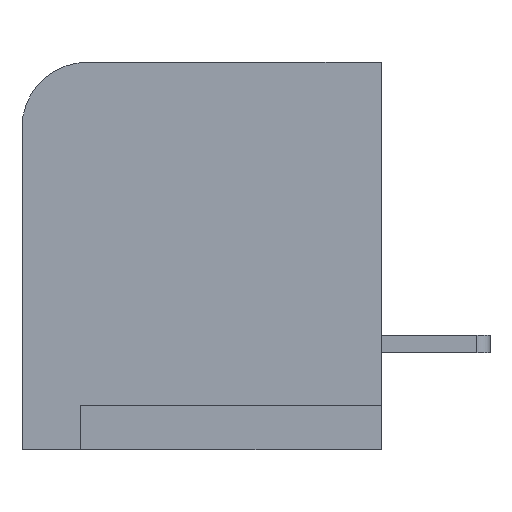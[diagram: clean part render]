
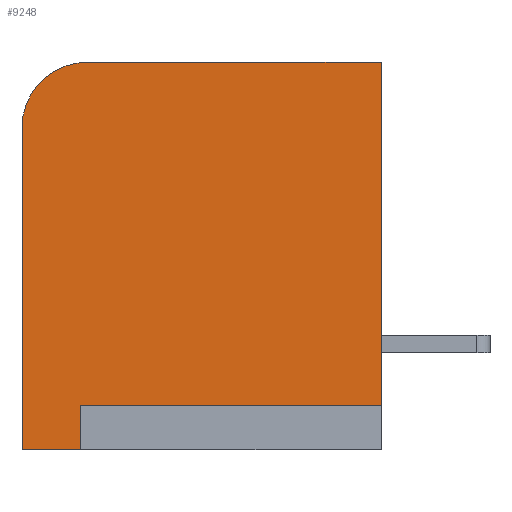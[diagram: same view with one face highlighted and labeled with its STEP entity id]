
A CAD part, left-side view. The second image highlights one B-rep face of the part: STEP entity #9248.
In plain terms, the highlighted planar face has unit normal (-1, 0, 0).
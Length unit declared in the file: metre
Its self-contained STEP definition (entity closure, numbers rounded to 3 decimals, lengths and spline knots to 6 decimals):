
#120=CIRCLE('',#9264,0.003);
#2215=ORIENTED_EDGE('',*,*,#3201,.F.);
#2216=ORIENTED_EDGE('',*,*,#3159,.F.);
#2217=ORIENTED_EDGE('',*,*,#2242,.F.);
#2218=ORIENTED_EDGE('',*,*,#2289,.T.);
#2219=ORIENTED_EDGE('',*,*,#3213,.F.);
#2220=ORIENTED_EDGE('',*,*,#3216,.T.);
#2221=ORIENTED_EDGE('',*,*,#3217,.F.);
#2242=EDGE_CURVE('',#3232,#3234,#120,.T.);
#2289=EDGE_CURVE('',#3232,#3267,#3931,.T.);
#3159=EDGE_CURVE('',#3234,#3836,#4645,.T.);
#3201=EDGE_CURVE('',#3836,#3864,#4685,.T.);
#3213=EDGE_CURVE('',#3870,#3267,#4697,.T.);
#3216=EDGE_CURVE('',#3870,#3871,#4700,.T.);
#3217=EDGE_CURVE('',#3864,#3871,#4701,.T.);
#3232=VERTEX_POINT('',#11464);
#3234=VERTEX_POINT('',#11467);
#3267=VERTEX_POINT('',#11561);
#3836=VERTEX_POINT('',#14092);
#3864=VERTEX_POINT('',#14175);
#3870=VERTEX_POINT('',#14200);
#3871=VERTEX_POINT('',#14204);
#3931=LINE('',#11563,#4761);
#4645=LINE('',#14091,#5475);
#4685=LINE('',#14174,#5515);
#4697=LINE('',#14199,#5527);
#4700=LINE('',#14205,#5530);
#4701=LINE('',#14207,#5531);
#4761=VECTOR('',#9822,1.);
#5475=VECTOR('',#11314,1.);
#5515=VECTOR('',#11384,1.);
#5527=VECTOR('',#11410,1.);
#5530=VECTOR('',#11415,1.);
#5531=VECTOR('',#11418,1.);
#5885=EDGE_LOOP('',(#2215,#2216,#2217,#2218,#2219,#2220,#2221));
#6239=FACE_BOUND('',#5885,.T.);
#6534=PLANE('',#9698);
#9248=ADVANCED_FACE('',(#6239),#6534,.F.);
#9264=AXIS2_PLACEMENT_3D('',#11466,#9739,#9740);
#9698=AXIS2_PLACEMENT_3D('',#14208,#11419,#11420);
#9739=DIRECTION('',(1.,0.,0.));
#9740=DIRECTION('',(0.,1.,0.));
#9822=DIRECTION('',(0.,0.,-1.));
#11314=DIRECTION('',(0.,-1.,0.));
#11384=DIRECTION('',(0.,0.,-1.));
#11410=DIRECTION('',(0.,1.,0.));
#11415=DIRECTION('',(0.,0.,1.));
#11418=DIRECTION('',(0.,1.,0.));
#11419=DIRECTION('',(1.,0.,0.));
#11420=DIRECTION('',(0.,0.,-1.));
#11464=CARTESIAN_POINT('',(-0.0244,0.,-0.003));
#11466=CARTESIAN_POINT('',(-0.0244,-0.003,-0.003));
#11467=CARTESIAN_POINT('',(-0.0244,-0.003,0.));
#11561=CARTESIAN_POINT('',(-0.0244,0.,-0.0178));
#11563=CARTESIAN_POINT('',(-0.0244,0.,-0.003));
#14091=CARTESIAN_POINT('',(-0.0244,-0.003,0.));
#14092=CARTESIAN_POINT('',(-0.0244,-0.0165,0.));
#14174=CARTESIAN_POINT('',(-0.0244,-0.0165,0.));
#14175=CARTESIAN_POINT('',(-0.0244,-0.0165,-0.01575));
#14199=CARTESIAN_POINT('',(-0.0244,-0.0027,-0.0178));
#14200=CARTESIAN_POINT('',(-0.0244,-0.0027,-0.0178));
#14204=CARTESIAN_POINT('',(-0.0244,-0.0027,-0.01575));
#14205=CARTESIAN_POINT('',(-0.0244,-0.0027,-0.0178));
#14207=CARTESIAN_POINT('',(-0.0244,-0.0165,-0.01575));
#14208=CARTESIAN_POINT('',(-0.0244,0.,0.));
